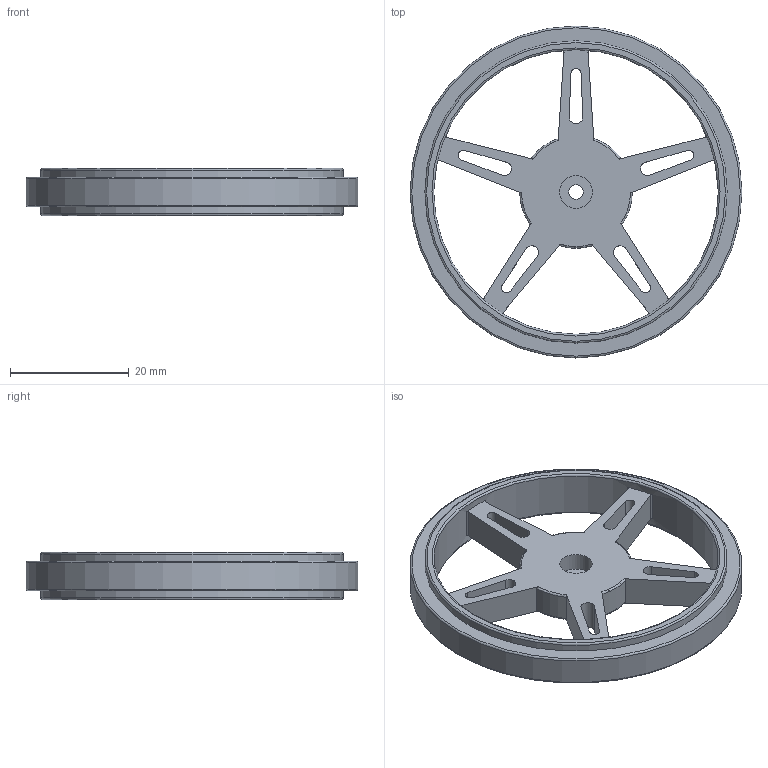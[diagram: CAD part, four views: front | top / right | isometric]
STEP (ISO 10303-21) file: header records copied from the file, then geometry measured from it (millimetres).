
FILE_DESCRIPTION(/* description */ ('STEP AP242','CAx-IF Rec.Pracs.---Representation and Presentation of Product Manufacturing Information (PMI)---4.0---2014-10-13','CAx-IF Rec.Pracs.---3D Tessellated Geometry---0.4---2014-09-14','2;1'),/* implementation_level */ '2;1');
FILE_NAME(/* name */ '63e5b0d176a47e608cb3868b',/* time_stamp */ '2023-02-10T02:49:54+00:00',/* author */ (''),/* organization */ (''),/* preprocessor_version */ 'ST-DEVELOPER v18.102',/* originating_system */ ' ',/* authorisation */ ' ');
FILE_SCHEMA (('AP242_MANAGED_MODEL_BASED_3D_ENGINEERING_MIM_LF { 1 0 10303 442 1 1 4 }'));
Length unit declared in the file: metre
Products named in the file (1): Part 1
Bounding box: 56 x 56 x 8 mm (x, y, z)
Volume: 6656.5 mm3; surface area: 6223 mm2
Topology: 1 solids, 1 shells, 74 faces, 210 edges, 138 vertices
Faces by surface type: cylinder 31, plane 27, torus 16
Full cylindrical faces by diameter (mm): 2.5 x1, 5.5 x1, 48 x1, 51 x2, 56 x1
Entity records: 2460 total; most frequent: CARTESIAN_POINT 471, DIRECTION 416, ORIENTED_EDGE 396, EDGE_CURVE 198, AXIS2_PLACEMENT_3D 163, VERTEX_POINT 138, EDGE_LOOP 108, FACE_BOUND 108
